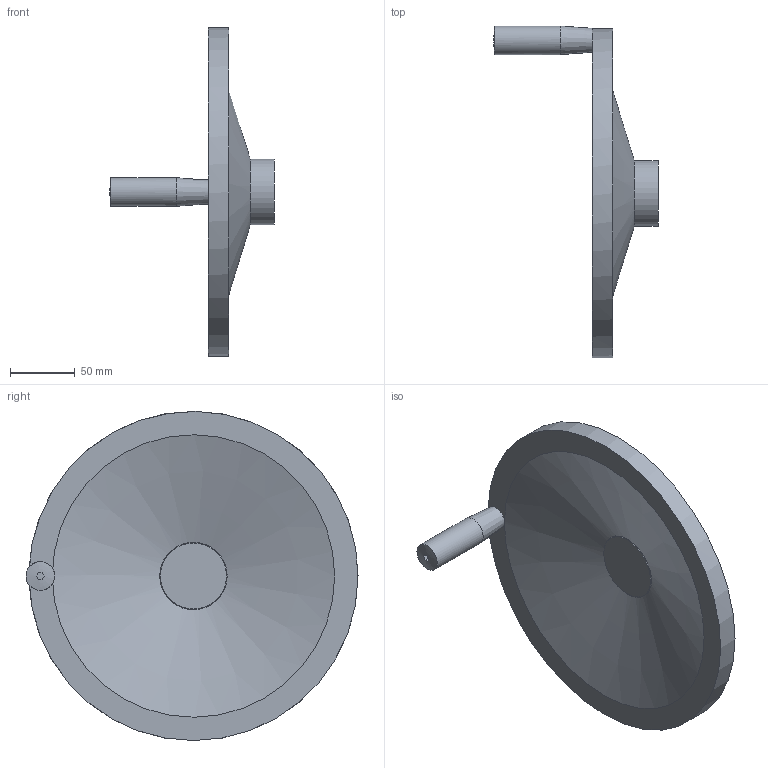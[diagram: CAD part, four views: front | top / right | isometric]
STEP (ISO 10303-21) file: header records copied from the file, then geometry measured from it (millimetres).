
FILE_DESCRIPTION( ( 'STEP AP214' ), '1' );
FILE_NAME( 'K1307.4254X00.stp', '2020-12-10T11:15:50', ( '' ), ( '' ), ' ', 'PARTsolutions', ' ' );
FILE_SCHEMA( ( 'AUTOMOTIVE_DESIGN { 1 0 10303 214 1 1 1 1 }' ) );
Length unit declared in the file: millimetre
Products named in the file (1): _K1307.4254X00
Bounding box: 126.94 x 256.25 x 254 mm (x, y, z)
Volume: 534211.5 mm3; surface area: 128662.5 mm2
Topology: 1 solids, 1 shells, 22 faces, 48 edges, 29 vertices
Faces by surface type: plane 13, cone 5, cylinder 3, bspline 1
Full cylindrical faces by diameter (mm): 22.1 x1, 50.8 x1, 254 x1
Entity records: 741 total; most frequent: CARTESIAN_POINT 132, DIRECTION 90, ORIENTED_EDGE 70, AXIS2_PLACEMENT_3D 39, EDGE_CURVE 35, EDGE_LOOP 32, FACE_OUTER_BOUND 26, VERTEX_POINT 25
